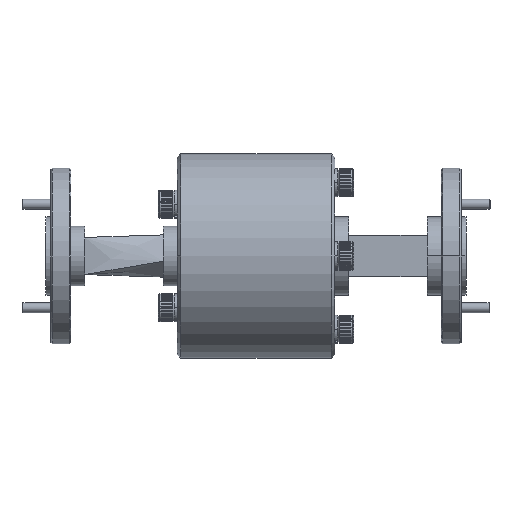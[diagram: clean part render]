
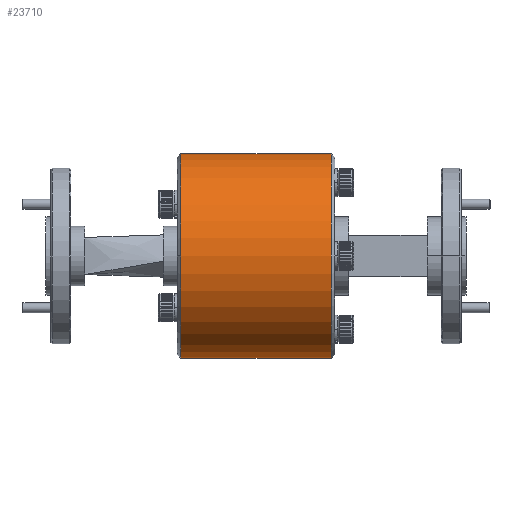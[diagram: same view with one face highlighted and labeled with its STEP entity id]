
A CAD part, front view. The second image highlights one B-rep face of the part: STEP entity #23710.
In plain terms, the highlighted cylindrical face has radius 16.637 mm (diameter 33.274 mm), a partial arc.
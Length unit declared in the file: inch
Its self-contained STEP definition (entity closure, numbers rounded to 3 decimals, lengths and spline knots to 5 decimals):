
#125 = DIRECTION ( 'NONE',  ( 0., 0., 1. ) ) ;
#579 = CARTESIAN_POINT ( 'NONE',  ( -1.824, -0.087, -0.134 ) ) ;
#713 = ORIENTED_EDGE ( 'NONE', *, *, #764, .F. ) ;
#746 = VERTEX_POINT ( 'NONE', #5442 ) ;
#764 = EDGE_CURVE ( 'NONE', #746, #19713, #33146, .T. ) ;
#4223 = DIRECTION ( 'NONE',  ( -1., 0., 0. ) ) ;
#4770 = FACE_OUTER_BOUND ( 'NONE', #21122, .T. ) ;
#5396 = DIRECTION ( 'NONE',  ( 1., 0., 0. ) ) ;
#5442 = CARTESIAN_POINT ( 'NONE',  ( -0.864, -0.087, -0.789 ) ) ;
#6245 = EDGE_CURVE ( 'NONE', #31121, #19713, #15789, .T. ) ;
#7411 = AXIS2_PLACEMENT_3D ( 'NONE', #19316, #24898, #30735 ) ;
#7514 = EDGE_CURVE ( 'NONE', #16552, #31121, #23717, .T. ) ;
#8102 = ORIENTED_EDGE ( 'NONE', *, *, #31627, .T. ) ;
#10834 = CARTESIAN_POINT ( 'NONE',  ( -0.839, -0.087, 0.521 ) ) ;
#11080 = CARTESIAN_POINT ( 'NONE',  ( -1.824, -0.087, -0.134 ) ) ;
#12615 = EDGE_CURVE ( 'NONE', #746, #30315, #35460, .T. ) ;
#13809 = CARTESIAN_POINT ( 'NONE',  ( -1.824, -0.087, 0.521 ) ) ;
#14322 = ORIENTED_EDGE ( 'NONE', *, *, #6245, .T. ) ;
#15033 = ORIENTED_EDGE ( 'NONE', *, *, #7514, .T. ) ;
#15789 = CIRCLE ( 'NONE', #27591, 0.655 ) ;
#16552 = VERTEX_POINT ( 'NONE', #13809 ) ;
#17160 = VECTOR ( 'NONE', #19156, 39.37008 ) ;
#19156 = DIRECTION ( 'NONE',  ( -1., 0., 0. ) ) ;
#19316 = CARTESIAN_POINT ( 'NONE',  ( -0.864, -0.087, -0.134 ) ) ;
#19713 = VERTEX_POINT ( 'NONE', #27707 ) ;
#20420 = DIRECTION ( 'NONE',  ( 1., 0., 0. ) ) ;
#20581 = LINE ( 'NONE', #10834, #27239 ) ;
#21122 = EDGE_LOOP ( 'NONE', ( #713, #23412, #8102, #15033, #14322 ) ) ;
#22438 = CYLINDRICAL_SURFACE ( 'NONE', #24179, 0.655 ) ;
#23412 = ORIENTED_EDGE ( 'NONE', *, *, #12615, .T. ) ;
#23710 = ADVANCED_FACE ( 'NONE', ( #4770 ), #22438, .T. ) ;
#23717 = CIRCLE ( 'NONE', #28567, 0.655 ) ;
#24012 = DIRECTION ( 'NONE',  ( 0., 0., 1. ) ) ;
#24179 = AXIS2_PLACEMENT_3D ( 'NONE', #29980, #4223, #24012 ) ;
#24898 = DIRECTION ( 'NONE',  ( -1., 0., 0. ) ) ;
#26487 = DIRECTION ( 'NONE',  ( 0., 0., 1. ) ) ;
#27239 = VECTOR ( 'NONE', #36220, 39.37008 ) ;
#27591 = AXIS2_PLACEMENT_3D ( 'NONE', #11080, #5396, #125 ) ;
#27707 = CARTESIAN_POINT ( 'NONE',  ( -1.824, -0.087, -0.789 ) ) ;
#28196 = CARTESIAN_POINT ( 'NONE',  ( -1.824, -0.742, -0.134 ) ) ;
#28562 = CARTESIAN_POINT ( 'NONE',  ( -0.864, -0.087, 0.521 ) ) ;
#28567 = AXIS2_PLACEMENT_3D ( 'NONE', #579, #20420, #26487 ) ;
#29980 = CARTESIAN_POINT ( 'NONE',  ( -0.839, -0.087, -0.134 ) ) ;
#30315 = VERTEX_POINT ( 'NONE', #28562 ) ;
#30343 = CARTESIAN_POINT ( 'NONE',  ( -0.839, -0.087, -0.789 ) ) ;
#30735 = DIRECTION ( 'NONE',  ( 0., 0., 1. ) ) ;
#31121 = VERTEX_POINT ( 'NONE', #28196 ) ;
#31627 = EDGE_CURVE ( 'NONE', #30315, #16552, #20581, .T. ) ;
#33146 = LINE ( 'NONE', #30343, #17160 ) ;
#35460 = CIRCLE ( 'NONE', #7411, 0.655 ) ;
#36220 = DIRECTION ( 'NONE',  ( -1., 0., 0. ) ) ;
